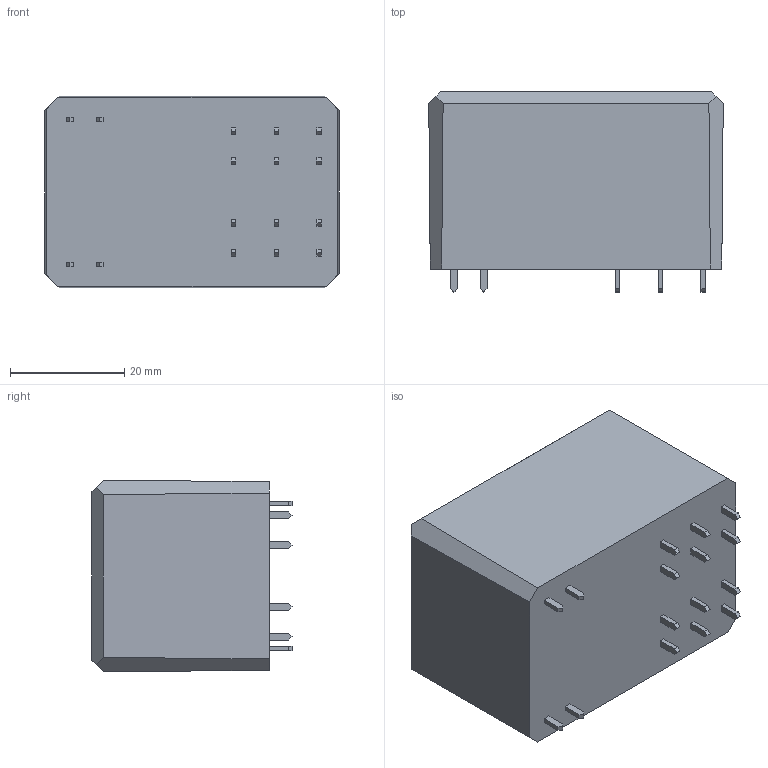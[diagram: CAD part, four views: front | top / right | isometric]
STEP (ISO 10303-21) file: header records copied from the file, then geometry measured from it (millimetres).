
FILE_DESCRIPTION(('STEP AP242'),'1');
FILE_NAME('relay_66_22_9_012_0000.stp','2022-01-31T14:13:39',('TraceParts'),('TraceParts S.A.'),'Spatial InterOp 3D',' ',' ');
FILE_SCHEMA(('AP242_MANAGED_MODEL_BASED_3D_ENGINEERING_MIM_LF {1 0 10303 442 1 1 4}'));
Length unit declared in the file: millimetre
Products named in the file (1): relay_66_22_9_012_0000
Bounding box: 51.5 x 35 x 33.5 mm (x, y, z)
Volume: 52296.4 mm3; surface area: 8509.4 mm2
Topology: 1 solids, 1 shells, 110 faces, 276 edges, 184 vertices
Faces by surface type: plane 110
Entity records: 4116 total; most frequent: CARTESIAN_POINT 571, ORIENTED_EDGE 552, DIRECTION 498, EDGE_CURVE 276, LINE 276, VECTOR 276, VERTEX_POINT 184, EDGE_LOOP 126
